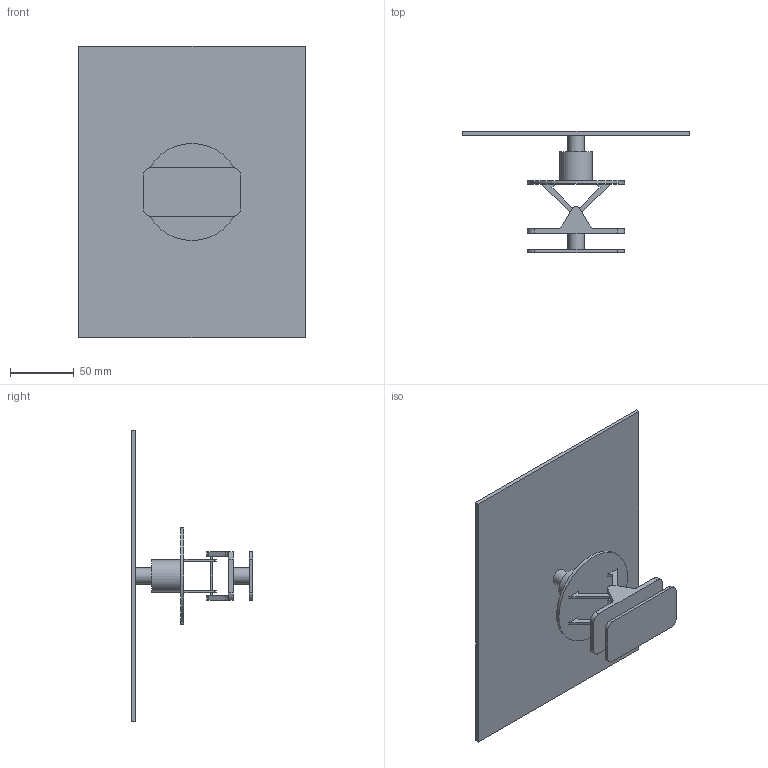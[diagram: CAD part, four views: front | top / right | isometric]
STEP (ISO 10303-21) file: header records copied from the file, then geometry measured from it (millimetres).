
FILE_DESCRIPTION(/* description */ (''),/* implementation_level */ '2;1');
FILE_NAME(/* name */ 'ServoSim v17.step',/* time_stamp */ '2019-06-10T09:09:12-07:00',/* author */ (''),/* organization */ (''),/* preprocessor_version */ 'ST-DEVELOPER v18',/* originating_system */ 'Autodesk Translation Framework v8.2.0.1029',/* authorisation */ '');
FILE_SCHEMA (('AUTOMOTIVE_DESIGN { 1 0 10303 214 3 1 1 }'));
Length unit declared in the file: inch
Products named in the file (5): ServoSim; Component2; Component3; Component4; Component5
Assembly tree (4 placements, depth 2):
  ServoSim
    Component2
    Component3
    Component4
    Component5
Bounding box: 177.8 x 95.21 x 228.6 mm (x, y, z)
Volume: 133439.5 mm3; surface area: 113122.1 mm2
Topology: 4 solids, 4 shells, 79 faces, 201 edges, 134 vertices
Faces by surface type: plane 52, cylinder 27
Full cylindrical faces by diameter (mm): 1.91 x3, 12.7 x2, 25.4 x1, 76.2 x1
Entity records: 2575 total; most frequent: DIRECTION 431, CARTESIAN_POINT 423, ORIENTED_EDGE 402, EDGE_CURVE 201, LINE 147, VECTOR 147, AXIS2_PLACEMENT_3D 142, VERTEX_POINT 134
